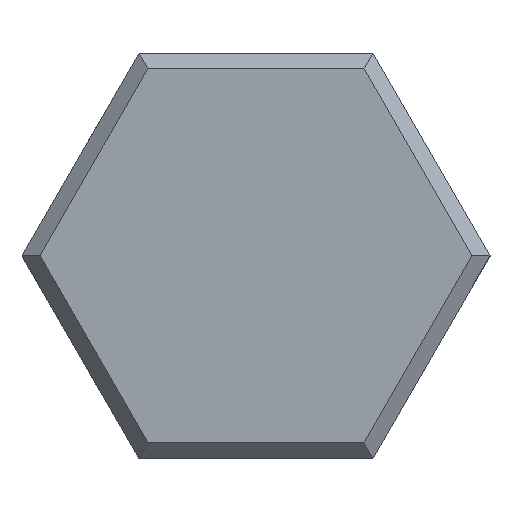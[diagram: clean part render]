
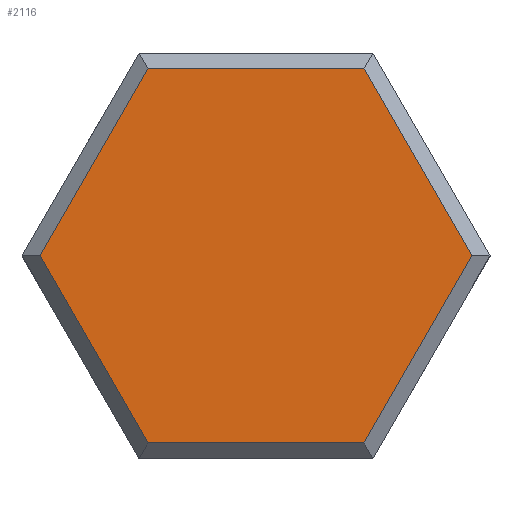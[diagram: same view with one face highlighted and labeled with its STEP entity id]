
A CAD part, top view. The second image highlights one B-rep face of the part: STEP entity #2116.
In plain terms, the highlighted planar face has unit normal (0, 0, 1).
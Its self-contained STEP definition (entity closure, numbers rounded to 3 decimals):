
#153 = DIRECTION ( 'NONE',  ( 0.5, -0.866, 0. ) ) ;
#156 = EDGE_CURVE ( 'NONE', #2277, #2151, #1566, .T. ) ;
#238 = ORIENTED_EDGE ( 'NONE', *, *, #2192, .T. ) ;
#368 = DIRECTION ( 'NONE',  ( -1., 0., 0. ) ) ;
#404 = LINE ( 'NONE', #1557, #1610 ) ;
#440 = LINE ( 'NONE', #2297, #765 ) ;
#505 = EDGE_CURVE ( 'NONE', #1966, #1900, #404, .T. ) ;
#510 = EDGE_CURVE ( 'NONE', #1900, #2277, #1147, .T. ) ;
#512 = DIRECTION ( 'NONE',  ( 0., 0., 1. ) ) ;
#551 = CARTESIAN_POINT ( 'NONE',  ( -6.923, 11.99, 9.5 ) ) ;
#552 = VECTOR ( 'NONE', #2122, 1000. ) ;
#604 = CARTESIAN_POINT ( 'NONE',  ( 13.845, 0., 9.5 ) ) ;
#622 = DIRECTION ( 'NONE',  ( -0.5, 0.866, 0. ) ) ;
#625 = DIRECTION ( 'NONE',  ( 1., 0., 0. ) ) ;
#672 = CARTESIAN_POINT ( 'NONE',  ( 6.923, -11.99, 9.5 ) ) ;
#695 = CARTESIAN_POINT ( 'NONE',  ( 6.923, 11.99, 9.5 ) ) ;
#705 = DIRECTION ( 'NONE',  ( 1., 0., 0. ) ) ;
#737 = VERTEX_POINT ( 'NONE', #551 ) ;
#765 = VECTOR ( 'NONE', #1745, 1000. ) ;
#778 = ORIENTED_EDGE ( 'NONE', *, *, #510, .T. ) ;
#813 = EDGE_CURVE ( 'NONE', #2151, #737, #1448, .T. ) ;
#963 = ORIENTED_EDGE ( 'NONE', *, *, #813, .T. ) ;
#998 = CARTESIAN_POINT ( 'NONE',  ( -6.923, -11.99, 9.5 ) ) ;
#1054 = EDGE_LOOP ( 'NONE', ( #963, #1076, #238, #1635, #778, #2212 ) ) ;
#1076 = ORIENTED_EDGE ( 'NONE', *, *, #1637, .T. ) ;
#1147 = LINE ( 'NONE', #2399, #552 ) ;
#1218 = FACE_OUTER_BOUND ( 'NONE', #1054, .T. ) ;
#1242 = PLANE ( 'NONE',  #1691 ) ;
#1378 = CARTESIAN_POINT ( 'NONE',  ( -13.845, 0., 9.5 ) ) ;
#1410 = CARTESIAN_POINT ( 'NONE',  ( -6.634, -12.49, 9.5 ) ) ;
#1425 = VECTOR ( 'NONE', #622, 1000. ) ;
#1448 = LINE ( 'NONE', #1668, #1982 ) ;
#1557 = CARTESIAN_POINT ( 'NONE',  ( 7.5, -11.99, 9.5 ) ) ;
#1566 = LINE ( 'NONE', #1754, #1425 ) ;
#1594 = VERTEX_POINT ( 'NONE', #1378 ) ;
#1610 = VECTOR ( 'NONE', #625, 1000. ) ;
#1635 = ORIENTED_EDGE ( 'NONE', *, *, #505, .T. ) ;
#1637 = EDGE_CURVE ( 'NONE', #737, #1594, #440, .T. ) ;
#1668 = CARTESIAN_POINT ( 'NONE',  ( -7.5, 11.99, 9.5 ) ) ;
#1691 = AXIS2_PLACEMENT_3D ( 'NONE', #1998, #512, #705 ) ;
#1745 = DIRECTION ( 'NONE',  ( -0.5, -0.866, 0. ) ) ;
#1754 = CARTESIAN_POINT ( 'NONE',  ( 6.634, 12.49, 9.5 ) ) ;
#1773 = VECTOR ( 'NONE', #153, 1000. ) ;
#1900 = VERTEX_POINT ( 'NONE', #672 ) ;
#1966 = VERTEX_POINT ( 'NONE', #998 ) ;
#1982 = VECTOR ( 'NONE', #368, 1000. ) ;
#1998 = CARTESIAN_POINT ( 'NONE',  ( 0., 0., 9.5 ) ) ;
#2116 = ADVANCED_FACE ( 'NONE', ( #1218 ), #1242, .T. ) ;
#2122 = DIRECTION ( 'NONE',  ( 0.5, 0.866, 0. ) ) ;
#2151 = VERTEX_POINT ( 'NONE', #695 ) ;
#2157 = LINE ( 'NONE', #1410, #1773 ) ;
#2192 = EDGE_CURVE ( 'NONE', #1594, #1966, #2157, .T. ) ;
#2212 = ORIENTED_EDGE ( 'NONE', *, *, #156, .T. ) ;
#2277 = VERTEX_POINT ( 'NONE', #604 ) ;
#2297 = CARTESIAN_POINT ( 'NONE',  ( -14.134, -0.5, 9.5 ) ) ;
#2399 = CARTESIAN_POINT ( 'NONE',  ( 14.134, 0.5, 9.5 ) ) ;
